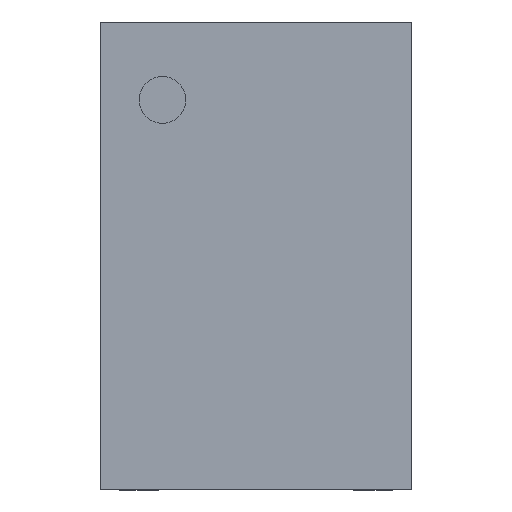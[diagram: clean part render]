
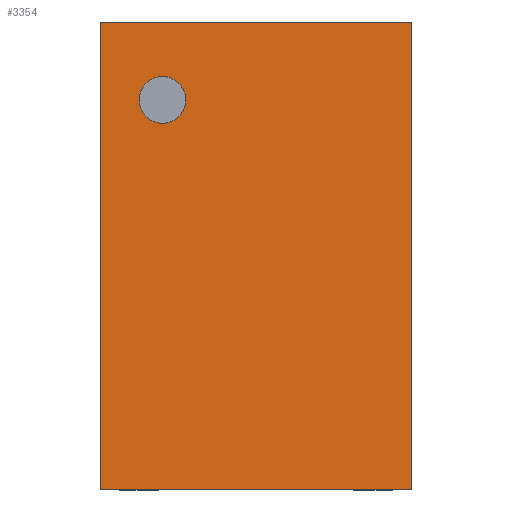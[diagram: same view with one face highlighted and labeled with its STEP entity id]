
A CAD part, top view. The second image highlights one B-rep face of the part: STEP entity #3354.
In plain terms, the highlighted planar face has unit normal (0, 0, 1).
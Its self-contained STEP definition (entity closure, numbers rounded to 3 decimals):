
#2 = ORIENTED_EDGE ( 'NONE', *, *, #2872, .F. ) ;
#184 = CIRCLE ( 'NONE', #3592, 0.15 ) ;
#200 = VECTOR ( 'NONE', #4611, 1000. ) ;
#555 = CARTESIAN_POINT ( 'NONE',  ( -0.75, 1., 0.875 ) ) ;
#663 = VERTEX_POINT ( 'NONE', #4255 ) ;
#1067 = EDGE_CURVE ( 'NONE', #3722, #4702, #4442, .T. ) ;
#1078 = VERTEX_POINT ( 'NONE', #4537 ) ;
#1422 = DIRECTION ( 'NONE',  ( -1., 0., 0. ) ) ;
#1535 = LINE ( 'NONE', #4954, #200 ) ;
#1542 = EDGE_CURVE ( 'NONE', #663, #2008, #3377, .T. ) ;
#1567 = AXIS2_PLACEMENT_3D ( 'NONE', #3299, #4589, #5039 ) ;
#1585 = CARTESIAN_POINT ( 'NONE',  ( 1., -1.5, 0.875 ) ) ;
#1631 = CARTESIAN_POINT ( 'NONE',  ( -0.6, 1., 0.875 ) ) ;
#1829 = EDGE_CURVE ( 'NONE', #2008, #2479, #4131, .T. ) ;
#2008 = VERTEX_POINT ( 'NONE', #3963 ) ;
#2386 = CARTESIAN_POINT ( 'NONE',  ( 0., 0., 0.875 ) ) ;
#2405 = VECTOR ( 'NONE', #4244, 1000. ) ;
#2418 = ORIENTED_EDGE ( 'NONE', *, *, #1542, .T. ) ;
#2467 = EDGE_LOOP ( 'NONE', ( #2, #3504 ) ) ;
#2479 = VERTEX_POINT ( 'NONE', #5328 ) ;
#2569 = CARTESIAN_POINT ( 'NONE',  ( -0.45, 1., 0.875 ) ) ;
#2751 = EDGE_CURVE ( 'NONE', #2479, #1078, #4051, .T. ) ;
#2805 = FACE_BOUND ( 'NONE', #2467, .T. ) ;
#2855 = VECTOR ( 'NONE', #1422, 1000. ) ;
#2859 = PLANE ( 'NONE',  #4850 ) ;
#2872 = EDGE_CURVE ( 'NONE', #4702, #3722, #184, .T. ) ;
#3299 = CARTESIAN_POINT ( 'NONE',  ( -0.6, 1., 0.875 ) ) ;
#3354 = ADVANCED_FACE ( 'NONE', ( #2805, #4514 ), #2859, .F. ) ;
#3377 = LINE ( 'NONE', #3803, #2405 ) ;
#3504 = ORIENTED_EDGE ( 'NONE', *, *, #1067, .F. ) ;
#3592 = AXIS2_PLACEMENT_3D ( 'NONE', #1631, #4157, #3735 ) ;
#3695 = EDGE_CURVE ( 'NONE', #1078, #663, #1535, .T. ) ;
#3722 = VERTEX_POINT ( 'NONE', #555 ) ;
#3735 = DIRECTION ( 'NONE',  ( 1., 0., 0. ) ) ;
#3803 = CARTESIAN_POINT ( 'NONE',  ( -1., -1.5, 0.875 ) ) ;
#3963 = CARTESIAN_POINT ( 'NONE',  ( 1., -1.5, 0.875 ) ) ;
#4051 = LINE ( 'NONE', #4449, #2855 ) ;
#4096 = DIRECTION ( 'NONE',  ( -1., 0., 0. ) ) ;
#4131 = LINE ( 'NONE', #1585, #4993 ) ;
#4157 = DIRECTION ( 'NONE',  ( 0., 0., 1. ) ) ;
#4244 = DIRECTION ( 'NONE',  ( 1., 0., 0. ) ) ;
#4255 = CARTESIAN_POINT ( 'NONE',  ( -1., -1.5, 0.875 ) ) ;
#4442 = CIRCLE ( 'NONE', #1567, 0.15 ) ;
#4449 = CARTESIAN_POINT ( 'NONE',  ( -1., 1.5, 0.875 ) ) ;
#4514 = FACE_OUTER_BOUND ( 'NONE', #5079, .T. ) ;
#4537 = CARTESIAN_POINT ( 'NONE',  ( -1., 1.5, 0.875 ) ) ;
#4567 = DIRECTION ( 'NONE',  ( 0., 0., -1. ) ) ;
#4589 = DIRECTION ( 'NONE',  ( 0., 0., 1. ) ) ;
#4611 = DIRECTION ( 'NONE',  ( 0., -1., 0. ) ) ;
#4702 = VERTEX_POINT ( 'NONE', #2569 ) ;
#4850 = AXIS2_PLACEMENT_3D ( 'NONE', #2386, #4567, #4096 ) ;
#4954 = CARTESIAN_POINT ( 'NONE',  ( -1., -1.5, 0.875 ) ) ;
#4993 = VECTOR ( 'NONE', #5368, 1000. ) ;
#5039 = DIRECTION ( 'NONE',  ( 1., 0., 0. ) ) ;
#5079 = EDGE_LOOP ( 'NONE', ( #5385, #5534, #5130, #2418 ) ) ;
#5130 = ORIENTED_EDGE ( 'NONE', *, *, #3695, .T. ) ;
#5328 = CARTESIAN_POINT ( 'NONE',  ( 1., 1.5, 0.875 ) ) ;
#5368 = DIRECTION ( 'NONE',  ( 0., 1., 0. ) ) ;
#5385 = ORIENTED_EDGE ( 'NONE', *, *, #1829, .T. ) ;
#5534 = ORIENTED_EDGE ( 'NONE', *, *, #2751, .T. ) ;
